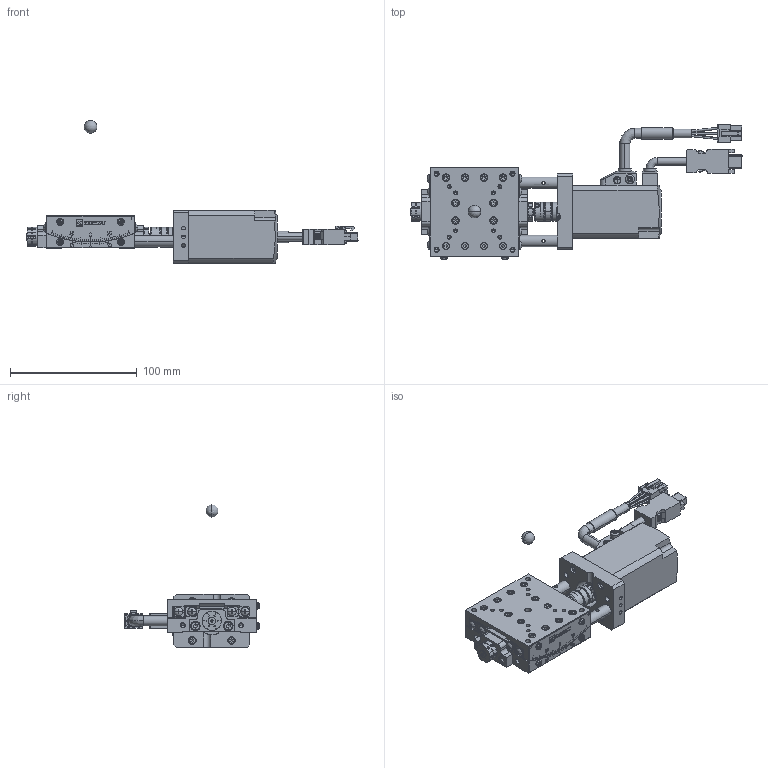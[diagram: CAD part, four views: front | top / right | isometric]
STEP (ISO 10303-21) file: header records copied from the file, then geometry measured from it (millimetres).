
FILE_DESCRIPTION( (''), '2;1');
FILE_NAME ('DR051318-0001-000-00.stp','2019-04-18T20:34:31',(''),(''),'spGate 13.4.4','','');
FILE_SCHEMA (('AUTOMOTIVE_DESIGN'));
Length unit declared in the file: millimetre
Products named in the file (7): Assembly; DR051318-0001-000-00-prt0; DR051318-0001-000-00-prt1; DR051318-0001-000-00-prt2; DR051318-0001-000-00-prt3; DR051318-0001-000-00-prt4; DR051318-0001-000-00-prt5
Assembly tree (6 placements, depth 2):
  Assembly
    DR051318-0001-000-00-prt0
    DR051318-0001-000-00-prt1
    DR051318-0001-000-00-prt2
    DR051318-0001-000-00-prt3
    DR051318-0001-000-00-prt4
    DR051318-0001-000-00-prt5
Bounding box: 262.4 x 106.38 x 113 mm (x, y, z)
Volume: 295330.3 mm3; surface area: 89760.2 mm2
Topology: 6 solids, 6 shells, 3216 faces, 8036 edges, 4961 vertices
Faces by surface type: plane 1777, cylinder 869, bspline 543, sphere 27
Entity records: 165771 total; most frequent: CARTESIAN_POINT 29493, ORIENTED_EDGE 15732, DIRECTION 14111, COLOUR_RGB 11088, PRESENTATION_STYLE_ASSIGNMENT 11088, STYLED_ITEM 11088, EDGE_CURVE 7866, DRAUGHTING_PRE_DEFINED_CURVE_FONT 7866
